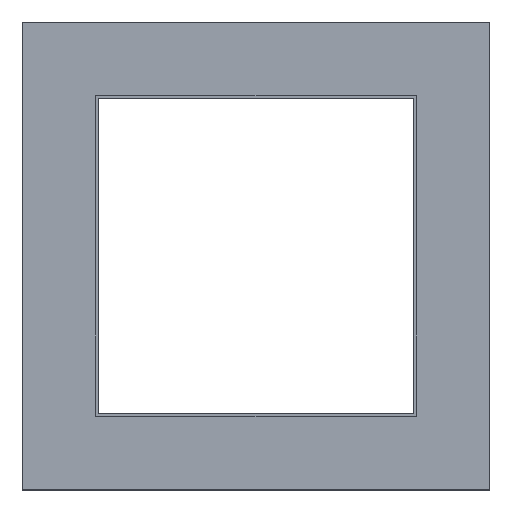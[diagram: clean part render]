
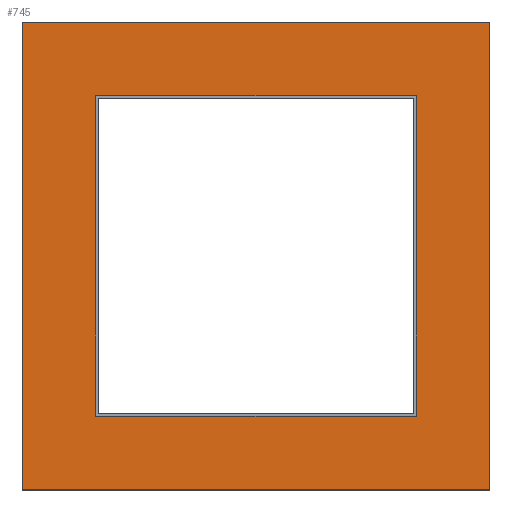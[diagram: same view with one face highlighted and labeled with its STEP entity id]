
A CAD part, top view. The second image highlights one B-rep face of the part: STEP entity #745.
In plain terms, the highlighted planar face has unit normal (0, 0, 1).
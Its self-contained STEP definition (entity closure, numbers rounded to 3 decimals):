
#21=FACE_BOUND('',#78,.T.);
#35=FACE_OUTER_BOUND('',#77,.T.);
#77=EDGE_LOOP('',(#523,#524,#525,#526));
#78=EDGE_LOOP('',(#527,#528,#529,#530));
#119=LINE('',#1034,#221);
#122=LINE('',#1040,#224);
#125=LINE('',#1046,#227);
#128=LINE('',#1050,#230);
#131=LINE('',#1058,#233);
#134=LINE('',#1064,#236);
#137=LINE('',#1070,#239);
#140=LINE('',#1074,#242);
#221=VECTOR('',#844,10.);
#224=VECTOR('',#849,10.);
#227=VECTOR('',#854,10.);
#230=VECTOR('',#859,10.);
#233=VECTOR('',#864,10.);
#236=VECTOR('',#869,10.);
#239=VECTOR('',#874,10.);
#242=VECTOR('',#879,10.);
#323=VERTEX_POINT('',#1031);
#324=VERTEX_POINT('',#1033);
#326=VERTEX_POINT('',#1039);
#328=VERTEX_POINT('',#1045);
#331=VERTEX_POINT('',#1055);
#332=VERTEX_POINT('',#1057);
#334=VERTEX_POINT('',#1063);
#336=VERTEX_POINT('',#1069);
#391=EDGE_CURVE('',#324,#323,#119,.T.);
#394=EDGE_CURVE('',#326,#324,#122,.T.);
#397=EDGE_CURVE('',#328,#326,#125,.T.);
#400=EDGE_CURVE('',#323,#328,#128,.T.);
#403=EDGE_CURVE('',#332,#331,#131,.T.);
#406=EDGE_CURVE('',#334,#332,#134,.T.);
#409=EDGE_CURVE('',#336,#334,#137,.T.);
#412=EDGE_CURVE('',#331,#336,#140,.T.);
#523=ORIENTED_EDGE('',*,*,#412,.T.);
#524=ORIENTED_EDGE('',*,*,#409,.T.);
#525=ORIENTED_EDGE('',*,*,#406,.T.);
#526=ORIENTED_EDGE('',*,*,#403,.T.);
#527=ORIENTED_EDGE('',*,*,#400,.T.);
#528=ORIENTED_EDGE('',*,*,#397,.T.);
#529=ORIENTED_EDGE('',*,*,#394,.T.);
#530=ORIENTED_EDGE('',*,*,#391,.T.);
#703=PLANE('',#804);
#745=ADVANCED_FACE('',(#35,#21),#703,.T.);
#804=AXIS2_PLACEMENT_3D('',#1075,#880,#881);
#844=DIRECTION('',(0.,-1.,0.));
#849=DIRECTION('',(1.,0.,0.));
#854=DIRECTION('',(0.,1.,0.));
#859=DIRECTION('',(-1.,0.,0.));
#864=DIRECTION('',(1.,0.,0.));
#869=DIRECTION('',(0.,-1.,0.));
#874=DIRECTION('',(-1.,0.,0.));
#879=DIRECTION('',(0.,1.,0.));
#880=DIRECTION('center_axis',(0.,0.,1.));
#881=DIRECTION('ref_axis',(1.,0.,0.));
#1031=CARTESIAN_POINT('',(102.219,2.381,31.75));
#1033=CARTESIAN_POINT('',(102.219,102.394,31.75));
#1034=CARTESIAN_POINT('',(102.219,2.381,31.75));
#1039=CARTESIAN_POINT('',(2.206,102.394,31.75));
#1040=CARTESIAN_POINT('',(102.219,102.394,31.75));
#1045=CARTESIAN_POINT('',(2.206,2.381,31.75));
#1046=CARTESIAN_POINT('',(2.206,102.394,31.75));
#1050=CARTESIAN_POINT('',(2.206,2.381,31.75));
#1055=CARTESIAN_POINT('',(125.238,-20.638,31.75));
#1057=CARTESIAN_POINT('',(-20.813,-20.638,31.75));
#1058=CARTESIAN_POINT('',(-20.813,-20.638,31.75));
#1063=CARTESIAN_POINT('',(-20.813,125.413,31.75));
#1064=CARTESIAN_POINT('',(-20.813,125.413,31.75));
#1069=CARTESIAN_POINT('',(125.238,125.413,31.75));
#1070=CARTESIAN_POINT('',(125.238,125.413,31.75));
#1074=CARTESIAN_POINT('',(125.238,-20.638,31.75));
#1075=CARTESIAN_POINT('Origin',(52.213,52.388,31.75));
